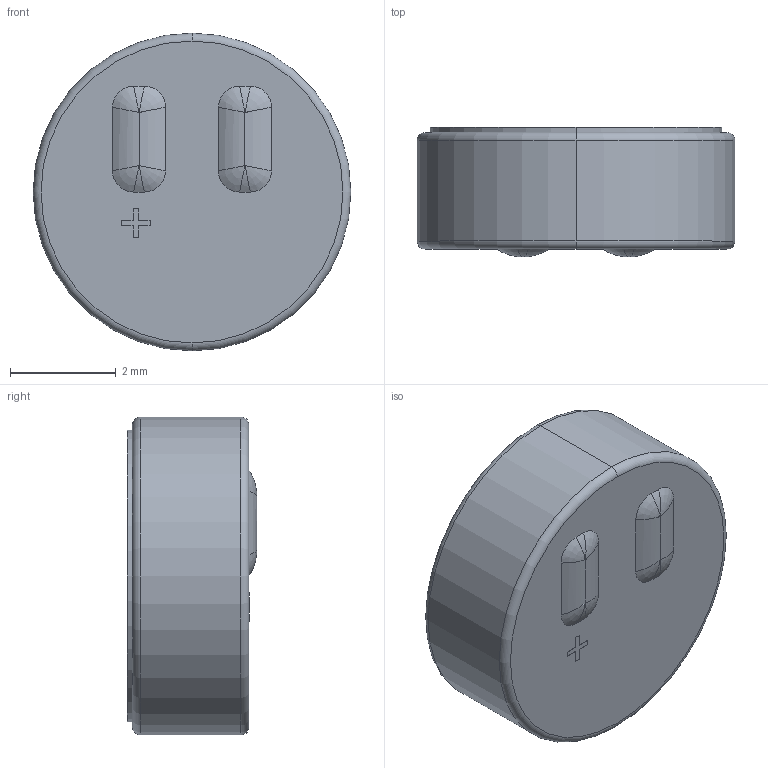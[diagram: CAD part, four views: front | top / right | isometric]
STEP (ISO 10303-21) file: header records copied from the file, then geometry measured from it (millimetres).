
FILE_DESCRIPTION (( 'STEP AP203' ), '1' );
FILE_NAME ('EM-6022.STEP', '2017-03-08T21:43:32', ( 'Gem' ), ( '' ), 'SwSTEP 2.0', 'SolidWorks 2013', '' );
FILE_SCHEMA (( 'CONFIG_CONTROL_DESIGN' ));
Length unit declared in the file: millimetre
Products named in the file (1): EM-6022
Bounding box: 6 x 2.45 x 6 mm (x, y, z)
Volume: 64.7 mm3; surface area: 97.7 mm2
Topology: 1 solids, 1 shells, 46 faces, 109 edges, 62 vertices
Faces by surface type: plane 22, cylinder 12, bspline 8, torus 4
Entity records: 1640 total; most frequent: CARTESIAN_POINT 610, ORIENTED_EDGE 202, DIRECTION 171, EDGE_CURVE 101, VERTEX_POINT 62, VECTOR 61, LINE 61, AXIS2_PLACEMENT_3D 55
